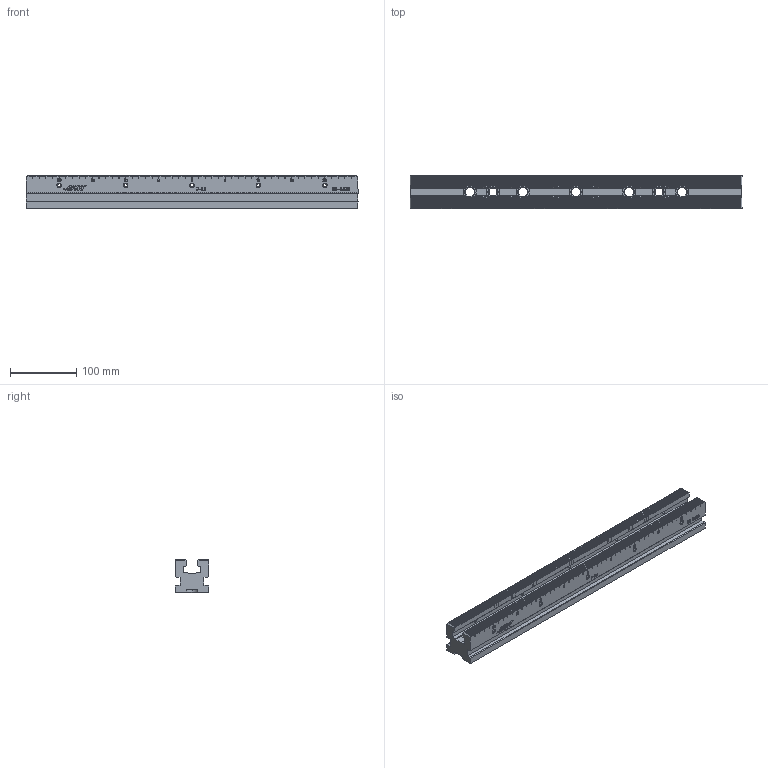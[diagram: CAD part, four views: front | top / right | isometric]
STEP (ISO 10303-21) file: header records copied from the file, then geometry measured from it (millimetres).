
FILE_DESCRIPTION (( 'STEP AP203' ), '1' );
FILE_NAME ('05-0416.STEP', '2024-10-04T21:33:22', ( '' ), ( '' ), 'SwSTEP 2.0', 'SolidWorks 2022', '' );
FILE_SCHEMA (( 'CONFIG_CONTROL_DESIGN' ));
Length unit declared in the file: inch
Products named in the file (5): PE-161213 ®M_2; PE-161213 ®M; 05-0416; Haas(05-0416)-PHA-5050 ¥»
Assembly tree (4 placements, depth 3):
  05-0416
    PE-161213 ®M
      PE-161213 ®M
      PE-161213 ®M_2
    Haas(05-0416)-PHA-5050 ¥»
Bounding box: 500 x 50 x 50 mm (x, y, z)
Volume: 874983.9 mm3; surface area: 160335.3 mm2
Topology: 3 solids, 3 shells, 2606 faces, 7557 edges, 5005 vertices
Faces by surface type: plane 1785, cylinder 647, bspline 103, cone 71
Entity records: 85589 total; most frequent: CARTESIAN_POINT 19258, ORIENTED_EDGE 15114, DIRECTION 11984, EDGE_CURVE 7557, LINE 5818, VECTOR 5818, VERTEX_POINT 5005, AXIS2_PLACEMENT_3D 3083
